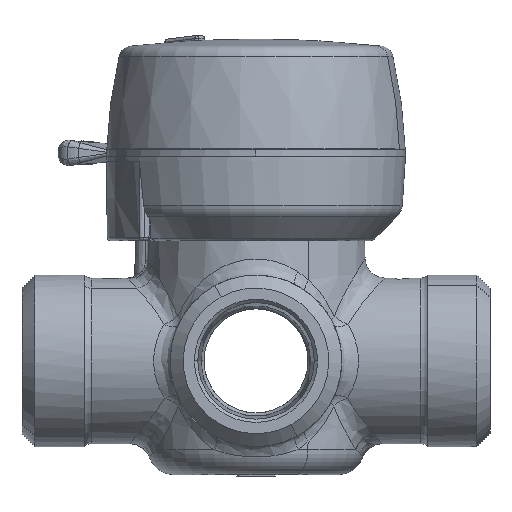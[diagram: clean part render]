
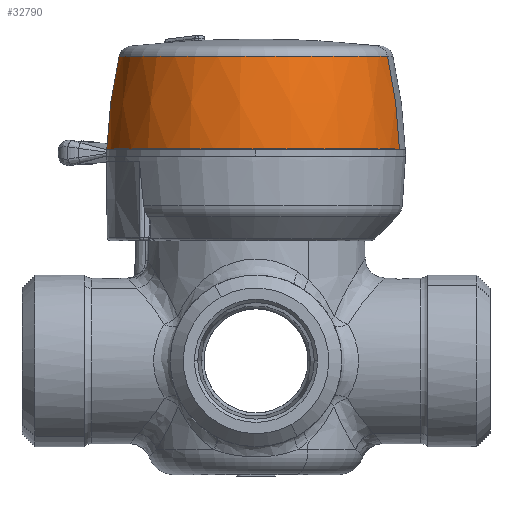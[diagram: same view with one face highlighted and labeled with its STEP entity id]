
A CAD part, front view. The second image highlights one B-rep face of the part: STEP entity #32790.
In plain terms, the highlighted face is a revolution surface.
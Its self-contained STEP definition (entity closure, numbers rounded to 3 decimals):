
#32728=AXIS2_PLACEMENT_3D('Circle Axis2P3D',#32726,#32727,$) ;
#32773=AXIS2_PLACEMENT_3D('Circle Axis2P3D',#32771,#32772,$) ;
#32721=CARTESIAN_POINT('Vertex',(11.027,-20.184,66.5)) ;
#32723=CARTESIAN_POINT('Vertex',(-11.027,20.184,66.5)) ;
#32726=CARTESIAN_POINT('Axis2P3D Location',(0.,0.,66.5)) ;
#32755=CARTESIAN_POINT('Control Point',(0.,23.,66.5)) ;
#32756=CARTESIAN_POINT('Control Point',(0.,22.831,71.344)) ;
#32757=CARTESIAN_POINT('Control Point',(0.,22.191,76.171)) ;
#32758=CARTESIAN_POINT('Control Point',(0.,21.092,80.891)) ;
#32759=CARTESIAN_POINT('Axis1P Location',(0.,0.,75.)) ;
#32764=CARTESIAN_POINT('Control Point',(11.027,-20.184,66.5)) ;
#32765=CARTESIAN_POINT('Control Point',(10.946,-20.036,71.344)) ;
#32766=CARTESIAN_POINT('Control Point',(10.639,-19.474,76.171)) ;
#32767=CARTESIAN_POINT('Control Point',(10.112,-18.51,80.891)) ;
#32768=CARTESIAN_POINT('Vertex',(10.112,-18.51,80.891)) ;
#32771=CARTESIAN_POINT('Axis2P3D Location',(0.,0.,80.891)) ;
#32775=CARTESIAN_POINT('Vertex',(-10.112,18.51,80.891)) ;
#32779=CARTESIAN_POINT('Control Point',(-11.027,20.184,66.5)) ;
#32780=CARTESIAN_POINT('Control Point',(-10.946,20.036,71.344)) ;
#32781=CARTESIAN_POINT('Control Point',(-10.639,19.474,76.171)) ;
#32782=CARTESIAN_POINT('Control Point',(-10.112,18.51,80.891)) ;
#32727=DIRECTION('Axis2P3D Direction',(0.,0.,1.)) ;
#32760=DIRECTION('Axis1P Direction',(0.,0.,1.)) ;
#32772=DIRECTION('Axis2P3D Direction',(0.,0.,1.)) ;
#32761=AXIS1_PLACEMENT('Revolution Surface Axis1P',#32759,#32760) ;
#32785=ORIENTED_EDGE('',*,*,#32770,.T.) ;
#32786=ORIENTED_EDGE('',*,*,#32777,.F.) ;
#32787=ORIENTED_EDGE('',*,*,#32783,.F.) ;
#32788=ORIENTED_EDGE('',*,*,#32730,.T.) ;
#32790=ADVANCED_FACE('',(#32789),#32762,.T.) ;
#32754=B_SPLINE_CURVE_WITH_KNOTS('',3,(#32755,#32756,#32757,#32758),.UNSPECIFIED.,.F.,.U.,(4,4),(473.857,488.397),.UNSPECIFIED.) ;
#32763=B_SPLINE_CURVE_WITH_KNOTS('',3,(#32764,#32765,#32766,#32767),.UNSPECIFIED.,.F.,.U.,(4,4),(473.857,488.397),.UNSPECIFIED.) ;
#32778=B_SPLINE_CURVE_WITH_KNOTS('',3,(#32779,#32780,#32781,#32782),.UNSPECIFIED.,.F.,.U.,(4,4),(473.857,488.397),.UNSPECIFIED.) ;
#32729=CIRCLE('generated circle',#32728,23.) ;
#32774=CIRCLE('generated circle',#32773,21.092) ;
#32730=EDGE_CURVE('',#32724,#32722,#32729,.T.) ;
#32770=EDGE_CURVE('',#32722,#32769,#32763,.T.) ;
#32777=EDGE_CURVE('',#32776,#32769,#32774,.T.) ;
#32783=EDGE_CURVE('',#32724,#32776,#32778,.T.) ;
#32784=EDGE_LOOP('',(#32785,#32786,#32787,#32788)) ;
#32789=FACE_OUTER_BOUND('',#32784,.T.) ;
#32762=SURFACE_OF_REVOLUTION('Surface of Revolution',#32754,#32761) ;
#32722=VERTEX_POINT('',#32721) ;
#32724=VERTEX_POINT('',#32723) ;
#32769=VERTEX_POINT('',#32768) ;
#32776=VERTEX_POINT('',#32775) ;
